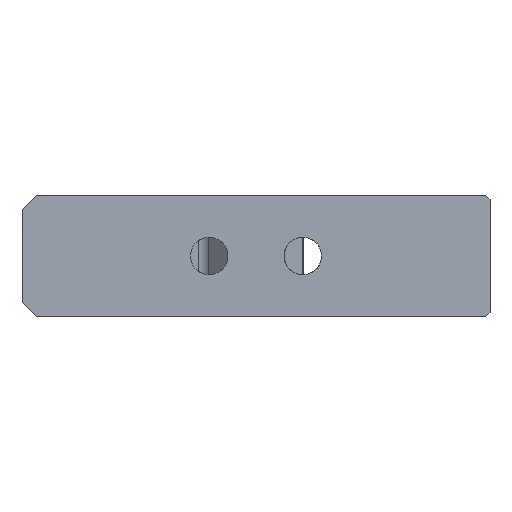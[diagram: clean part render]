
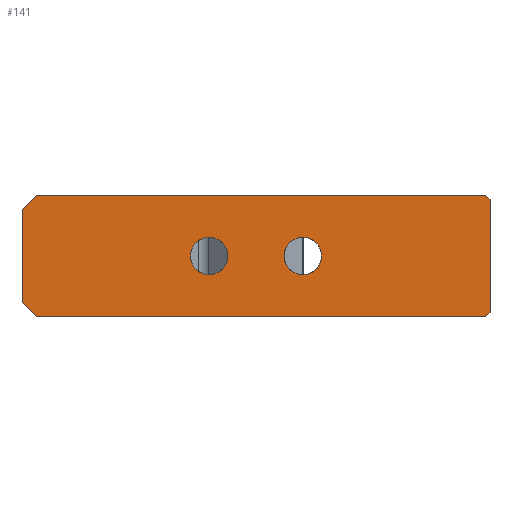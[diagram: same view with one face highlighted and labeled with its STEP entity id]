
A CAD part, left-side view. The second image highlights one B-rep face of the part: STEP entity #141.
In plain terms, the highlighted planar face has unit normal (-1, 0, 0).
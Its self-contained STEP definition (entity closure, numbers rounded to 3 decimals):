
#20 = VECTOR ( 'NONE', #5991, 1000. ) ;
#141 = ADVANCED_FACE ( 'NONE', ( #6927, #931, #3738 ), #5379, .F. ) ;
#199 = VERTEX_POINT ( 'NONE', #3058 ) ;
#336 = ORIENTED_EDGE ( 'NONE', *, *, #4658, .T. ) ;
#337 = VECTOR ( 'NONE', #5665, 1000. ) ;
#343 = AXIS2_PLACEMENT_3D ( 'NONE', #2121, #4349, #6055 ) ;
#468 = EDGE_LOOP ( 'NONE', ( #5065, #2108 ) ) ;
#591 = VERTEX_POINT ( 'NONE', #6982 ) ;
#661 = LINE ( 'NONE', #3275, #2728 ) ;
#665 = ORIENTED_EDGE ( 'NONE', *, *, #4647, .T. ) ;
#792 = EDGE_CURVE ( 'NONE', #5987, #3184, #6177, .T. ) ;
#931 = FACE_BOUND ( 'NONE', #3162, .T. ) ;
#1028 = CARTESIAN_POINT ( 'NONE',  ( -83.378, -28.244, 13. ) ) ;
#1042 = LINE ( 'NONE', #4799, #20 ) ;
#1151 = EDGE_CURVE ( 'NONE', #2350, #5862, #4293, .T. ) ;
#1222 = CARTESIAN_POINT ( 'NONE',  ( -83.378, -67.244, 26. ) ) ;
#1284 = CARTESIAN_POINT ( 'NONE',  ( -83.378, 31.756, 26. ) ) ;
#1422 = CARTESIAN_POINT ( 'NONE',  ( -83.378, -8.244, 17. ) ) ;
#1458 = CARTESIAN_POINT ( 'NONE',  ( -83.378, -68.244, 25. ) ) ;
#1496 = CIRCLE ( 'NONE', #3600, 4. ) ;
#1498 = DIRECTION ( 'NONE',  ( 0., -0.707, 0.707 ) ) ;
#1671 = ORIENTED_EDGE ( 'NONE', *, *, #6163, .T. ) ;
#1691 = VECTOR ( 'NONE', #1498, 1000. ) ;
#1712 = EDGE_CURVE ( 'NONE', #591, #3817, #1042, .T. ) ;
#1729 = CARTESIAN_POINT ( 'NONE',  ( -83.378, -68.244, 26. ) ) ;
#1740 = VERTEX_POINT ( 'NONE', #2602 ) ;
#1793 = ORIENTED_EDGE ( 'NONE', *, *, #4750, .F. ) ;
#1977 = CARTESIAN_POINT ( 'NONE',  ( -83.378, -28.244, 9. ) ) ;
#2108 = ORIENTED_EDGE ( 'NONE', *, *, #5454, .F. ) ;
#2121 = CARTESIAN_POINT ( 'NONE',  ( -83.378, -28.244, 13. ) ) ;
#2305 = VECTOR ( 'NONE', #6636, 1000. ) ;
#2350 = VERTEX_POINT ( 'NONE', #1977 ) ;
#2499 = VECTOR ( 'NONE', #5761, 1000. ) ;
#2602 = CARTESIAN_POINT ( 'NONE',  ( -83.378, -8.244, 9. ) ) ;
#2712 = CARTESIAN_POINT ( 'NONE',  ( -83.378, -28.244, 17. ) ) ;
#2728 = VECTOR ( 'NONE', #5068, 1000. ) ;
#2797 = DIRECTION ( 'NONE',  ( 0., 0., 1. ) ) ;
#2967 = DIRECTION ( 'NONE',  ( 0., 0., -1. ) ) ;
#3058 = CARTESIAN_POINT ( 'NONE',  ( -83.378, 31.756, 3. ) ) ;
#3135 = LINE ( 'NONE', #4892, #7040 ) ;
#3145 = AXIS2_PLACEMENT_3D ( 'NONE', #6509, #4839, #4805 ) ;
#3162 = EDGE_LOOP ( 'NONE', ( #1793, #6981 ) ) ;
#3184 = VERTEX_POINT ( 'NONE', #6020 ) ;
#3275 = CARTESIAN_POINT ( 'NONE',  ( -83.378, 31.756, 26. ) ) ;
#3429 = CIRCLE ( 'NONE', #6703, 4. ) ;
#3538 = CARTESIAN_POINT ( 'NONE',  ( -83.378, -67.244, 26. ) ) ;
#3600 = AXIS2_PLACEMENT_3D ( 'NONE', #7165, #6617, #6579 ) ;
#3683 = CARTESIAN_POINT ( 'NONE',  ( -83.378, -68.244, 1. ) ) ;
#3738 = FACE_OUTER_BOUND ( 'NONE', #6165, .T. ) ;
#3817 = VERTEX_POINT ( 'NONE', #6445 ) ;
#3825 = CARTESIAN_POINT ( 'NONE',  ( -83.378, 28.756, 26. ) ) ;
#3831 = LINE ( 'NONE', #6715, #2305 ) ;
#3836 = DIRECTION ( 'NONE',  ( 0., 0.707, -0.707 ) ) ;
#4040 = EDGE_CURVE ( 'NONE', #4083, #6285, #661, .T. ) ;
#4044 = ORIENTED_EDGE ( 'NONE', *, *, #4951, .T. ) ;
#4059 = LINE ( 'NONE', #1284, #2499 ) ;
#4083 = VERTEX_POINT ( 'NONE', #3825 ) ;
#4208 = ORIENTED_EDGE ( 'NONE', *, *, #4040, .F. ) ;
#4293 = CIRCLE ( 'NONE', #343, 4. ) ;
#4349 = DIRECTION ( 'NONE',  ( -1., 0., 0. ) ) ;
#4463 = ORIENTED_EDGE ( 'NONE', *, *, #792, .F. ) ;
#4619 = LINE ( 'NONE', #1222, #337 ) ;
#4647 = EDGE_CURVE ( 'NONE', #3817, #3184, #6454, .T. ) ;
#4658 = EDGE_CURVE ( 'NONE', #4083, #5093, #3135, .T. ) ;
#4750 = EDGE_CURVE ( 'NONE', #5862, #2350, #3429, .T. ) ;
#4799 = CARTESIAN_POINT ( 'NONE',  ( -83.378, 31.756, 0. ) ) ;
#4805 = DIRECTION ( 'NONE',  ( 0., 0., -1. ) ) ;
#4839 = DIRECTION ( 'NONE',  ( 1., 0., 0. ) ) ;
#4878 = DIRECTION ( 'NONE',  ( -1., 0., 0. ) ) ;
#4892 = CARTESIAN_POINT ( 'NONE',  ( -83.378, 28.756, 26. ) ) ;
#4951 = EDGE_CURVE ( 'NONE', #5093, #199, #4059, .T. ) ;
#5010 = VERTEX_POINT ( 'NONE', #1422 ) ;
#5065 = ORIENTED_EDGE ( 'NONE', *, *, #5802, .F. ) ;
#5068 = DIRECTION ( 'NONE',  ( 0., -1., 0. ) ) ;
#5093 = VERTEX_POINT ( 'NONE', #5577 ) ;
#5379 = PLANE ( 'NONE',  #3145 ) ;
#5454 = EDGE_CURVE ( 'NONE', #1740, #5010, #6221, .T. ) ;
#5519 = AXIS2_PLACEMENT_3D ( 'NONE', #6588, #4878, #2797 ) ;
#5577 = CARTESIAN_POINT ( 'NONE',  ( -83.378, 31.756, 23. ) ) ;
#5661 = ORIENTED_EDGE ( 'NONE', *, *, #5948, .T. ) ;
#5665 = DIRECTION ( 'NONE',  ( 0., 0.707, 0.707 ) ) ;
#5761 = DIRECTION ( 'NONE',  ( 0., 0., -1. ) ) ;
#5802 = EDGE_CURVE ( 'NONE', #5010, #1740, #1496, .T. ) ;
#5862 = VERTEX_POINT ( 'NONE', #2712 ) ;
#5920 = ORIENTED_EDGE ( 'NONE', *, *, #1712, .T. ) ;
#5948 = EDGE_CURVE ( 'NONE', #5987, #6285, #4619, .T. ) ;
#5987 = VERTEX_POINT ( 'NONE', #1458 ) ;
#5991 = DIRECTION ( 'NONE',  ( 0., -1., 0. ) ) ;
#6020 = CARTESIAN_POINT ( 'NONE',  ( -83.378, -68.244, 1. ) ) ;
#6055 = DIRECTION ( 'NONE',  ( 0., 0., 1. ) ) ;
#6163 = EDGE_CURVE ( 'NONE', #199, #591, #3831, .T. ) ;
#6165 = EDGE_LOOP ( 'NONE', ( #1671, #5920, #665, #4463, #5661, #4208, #336, #4044 ) ) ;
#6177 = LINE ( 'NONE', #1729, #7076 ) ;
#6221 = CIRCLE ( 'NONE', #5519, 4. ) ;
#6285 = VERTEX_POINT ( 'NONE', #3538 ) ;
#6445 = CARTESIAN_POINT ( 'NONE',  ( -83.378, -67.244, 0. ) ) ;
#6454 = LINE ( 'NONE', #3683, #1691 ) ;
#6509 = CARTESIAN_POINT ( 'NONE',  ( -83.378, 31.756, 26. ) ) ;
#6579 = DIRECTION ( 'NONE',  ( 0., 0., 1. ) ) ;
#6588 = CARTESIAN_POINT ( 'NONE',  ( -83.378, -8.244, 13. ) ) ;
#6617 = DIRECTION ( 'NONE',  ( -1., 0., 0. ) ) ;
#6636 = DIRECTION ( 'NONE',  ( 0., -0.707, -0.707 ) ) ;
#6703 = AXIS2_PLACEMENT_3D ( 'NONE', #1028, #6720, #6758 ) ;
#6715 = CARTESIAN_POINT ( 'NONE',  ( -83.378, 31.756, 3. ) ) ;
#6720 = DIRECTION ( 'NONE',  ( -1., 0., 0. ) ) ;
#6758 = DIRECTION ( 'NONE',  ( 0., 0., 1. ) ) ;
#6927 = FACE_BOUND ( 'NONE', #468, .T. ) ;
#6981 = ORIENTED_EDGE ( 'NONE', *, *, #1151, .F. ) ;
#6982 = CARTESIAN_POINT ( 'NONE',  ( -83.378, 28.756, 0. ) ) ;
#7040 = VECTOR ( 'NONE', #3836, 1000. ) ;
#7076 = VECTOR ( 'NONE', #2967, 1000. ) ;
#7165 = CARTESIAN_POINT ( 'NONE',  ( -83.378, -8.244, 13. ) ) ;
